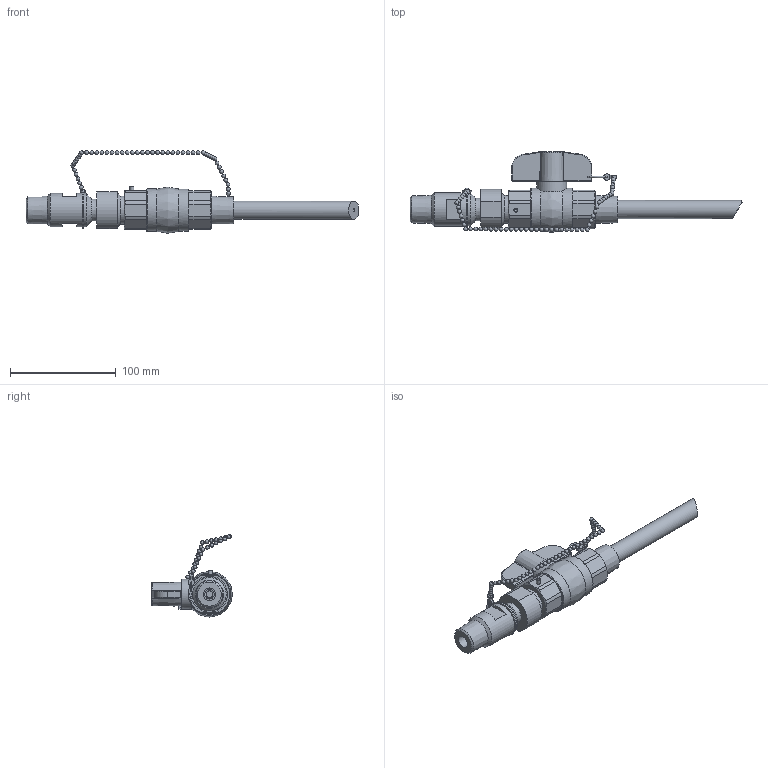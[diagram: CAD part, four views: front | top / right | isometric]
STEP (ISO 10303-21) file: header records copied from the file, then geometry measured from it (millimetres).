
FILE_DESCRIPTION((''),'2;1');
FILE_NAME('CCS-78-PVC_R0.stp','2017-08-01T10:43:30',('salesdesk5'),(''),'Autodesk Inventor 2009','Autodesk Inventor 2009','');
FILE_SCHEMA(('AUTOMOTIVE_DESIGN { 1 0 10303 214 1 1 1 1 }'));
Length unit declared in the file: inch
Products named in the file (1): CCS-78-PVC_R0
Bounding box: 314.45 x 76.62 x 78.04 mm (x, y, z)
Volume: 223164 mm3; surface area: 47555.5 mm2
Topology: 1 solids, 3 shells, 396 faces, 963 edges, 586 vertices
Faces by surface type: bspline 131, plane 113, cylinder 62, sphere 59, cone 17, torus 14
Full cylindrical faces by diameter (mm): 2.5 x1, 3.175 x1, 3.81 x2, 6.35 x2, 11.906 x1, 14.173 x1, 14.224 x1, 14.3 x1, 17.145 x1, 24.638 x1, 28.194 x1, 28.956 x1, 31.75 x2, 40.259 x2
Entity records: 14131 total; most frequent: CARTESIAN_POINT 6006, ORIENTED_EDGE 1526, DIRECTION 1519, EDGE_CURVE 763, AXIS2_PLACEMENT_3D 618, EDGE_LOOP 583, VERTEX_POINT 544, FACE_OUTER_BOUND 396
